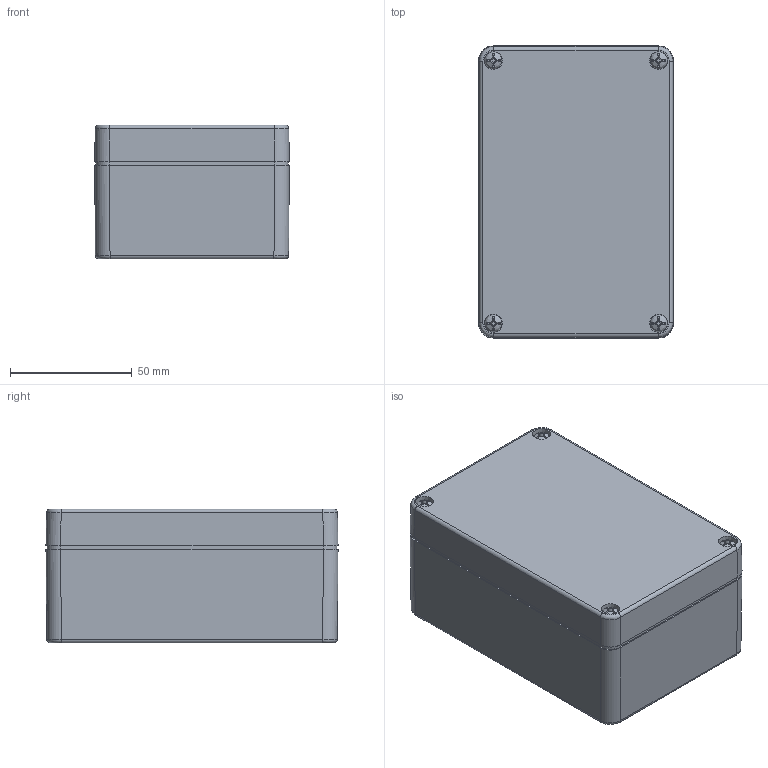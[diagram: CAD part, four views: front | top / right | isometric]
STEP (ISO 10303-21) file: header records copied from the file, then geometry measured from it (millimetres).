
FILE_DESCRIPTION(/* description */ ('ABS-Gehäuse'),/* implementation_level */ '2;1');
FILE_NAME(/* name */ '02120806045-RST.stp',/* time_stamp */ '2021-09-02T11:42:36+02:00',/* author */ ('sl'),/* organization */ (''),/* preprocessor_version */ 'ST-DEVELOPER v16.5',/* originating_system */ 'Autodesk Inventor 2017',/* authorisation */ '');
FILE_SCHEMA (('AUTOMOTIVE_DESIGN { 1 0 10303 214 3 1 1 }'));
Length unit declared in the file: millimetre
Products named in the file (4): 01_120806_000; Deckel-ABS-Gehäuse-06-BT-0002-01_120806_000; UT-ABS-Gehäuse-06-BT-0001-01_120806_000; SHR Z M4x24x10 ÄHNL_DIN EN ISO 7045 OG_3Dsym
Assembly tree (6 placements, depth 2):
  01_120806_000
    Deckel-ABS-Gehäuse-06-BT-0002-01_120806_000
    UT-ABS-Gehäuse-06-BT-0001-01_120806_000
    SHR Z M4x24x10 ÄHNL_DIN EN ISO 7045 OG_3Dsym  x4
Bounding box: 80 x 120 x 55 mm (x, y, z)
Volume: 125369.9 mm3; surface area: 93837.2 mm2
Topology: 6 solids, 6 shells, 678 faces, 1658 edges, 1018 vertices
Faces by surface type: plane 266, cone 142, cylinder 104, torus 90, bspline 52, sphere 24
Full cylindrical faces by diameter (mm): 2.87 x4, 3.55 x4, 4 x4, 4.92 x4, 7 x4
Entity records: 21347 total; most frequent: CARTESIAN_POINT 7817, DIRECTION 2870, ORIENTED_EDGE 2704, EDGE_CURVE 1352, AXIS2_PLACEMENT_3D 1155, VERTEX_POINT 875, EDGE_LOOP 729, FACE_OUTER_BOUND 594
